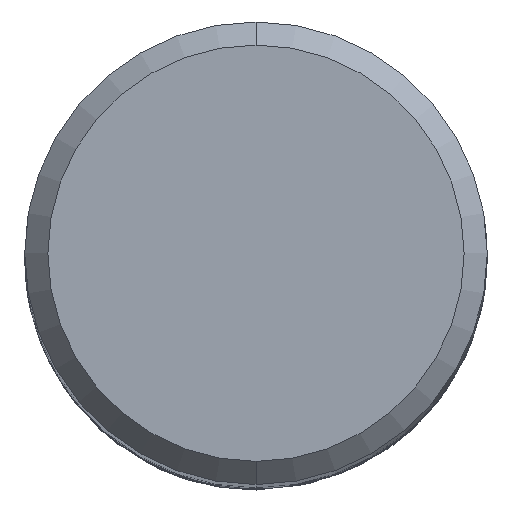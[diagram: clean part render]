
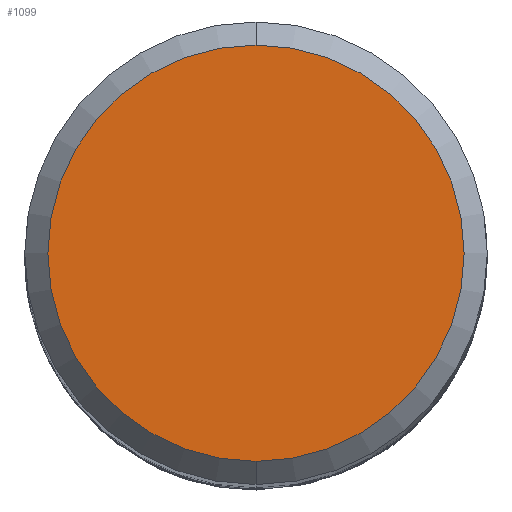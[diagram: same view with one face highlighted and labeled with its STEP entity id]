
A CAD part, top view. The second image highlights one B-rep face of the part: STEP entity #1099.
In plain terms, the highlighted planar face has unit normal (0, 0, 1).
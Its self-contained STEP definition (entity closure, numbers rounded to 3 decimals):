
#1099=ADVANCED_FACE('',(#3158),#3159,.T.);
#1879=VERTEX_POINT('',#4007);
#1971=VERTEX_POINT('',#4107);
#2349=EDGE_CURVE('',#1971,#1879,#4522,.T.);
#2545=EDGE_CURVE('',#1879,#1971,#4733,.T.);
#3158=FACE_OUTER_BOUND('',#5776,.T.);
#3159=PLANE('',#5777);
#4007=CARTESIAN_POINT('',(0.0,5.4,0.0));
#4107=CARTESIAN_POINT('',(0.,-5.4,0.0));
#4522=CIRCLE('',#19287,5.4);
#4733=CIRCLE('',#20533,5.4);
#5776=EDGE_LOOP('',(#27210,#27211));
#5777=AXIS2_PLACEMENT_3D('',#27212,#27213,#27214);
#19287=AXIS2_PLACEMENT_3D('',#28727,#28728,#28729);
#20533=AXIS2_PLACEMENT_3D('',#28954,#28955,#28956);
#27210=ORIENTED_EDGE('',*,*,#2545,.F.);
#27211=ORIENTED_EDGE('',*,*,#2349,.F.);
#27212=CARTESIAN_POINT('',(0.0,2.7,0.0));
#27213=DIRECTION('',(-0.0,0.0,1.0));
#27214=DIRECTION('',(0.0,-1.0,0.0));
#28727=CARTESIAN_POINT('',(0.0,0.0,0.0));
#28728=DIRECTION('',(0.0,0.0,-1.0));
#28729=DIRECTION('',(0.0,1.0,0.0));
#28954=CARTESIAN_POINT('',(0.0,0.0,0.0));
#28955=DIRECTION('',(0.0,0.0,-1.0));
#28956=DIRECTION('',(0.0,1.0,0.0));
